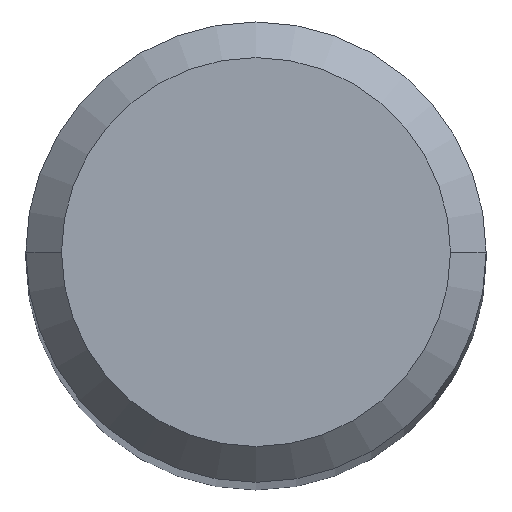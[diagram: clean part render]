
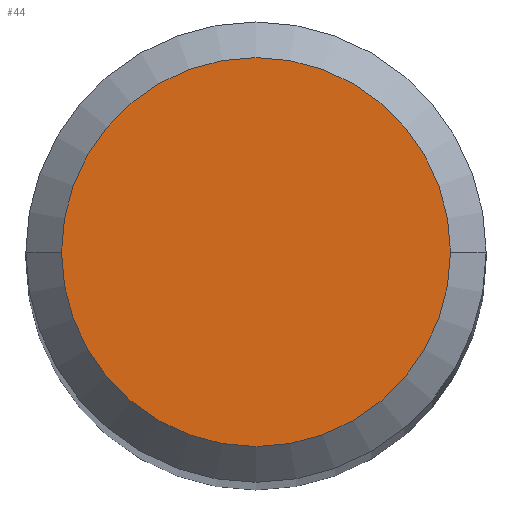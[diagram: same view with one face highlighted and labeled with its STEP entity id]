
A CAD part, top view. The second image highlights one B-rep face of the part: STEP entity #44.
In plain terms, the highlighted planar face has unit normal (0, 0, 1).
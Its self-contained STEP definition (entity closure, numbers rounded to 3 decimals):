
#5 = PLANE ( 'NONE',  #261 ) ;
#7 = EDGE_LOOP ( 'NONE', ( #30, #235 ) ) ;
#8 = CARTESIAN_POINT ( 'NONE',  ( -5.45, 0., 125. ) ) ;
#9 = CARTESIAN_POINT ( 'NONE',  ( 5.45, 0., 125. ) ) ;
#18 = CARTESIAN_POINT ( 'NONE',  ( 0., 0., 125. ) ) ;
#30 = ORIENTED_EDGE ( 'NONE', *, *, #200, .T. ) ;
#44 = ADVANCED_FACE ( 'NONE', ( #199 ), #5, .T. ) ;
#76 = AXIS2_PLACEMENT_3D ( 'NONE', #18, #163, #77 ) ;
#77 = DIRECTION ( 'NONE',  ( 1., 0., 0. ) ) ;
#82 = AXIS2_PLACEMENT_3D ( 'NONE', #229, #243, #125 ) ;
#108 = EDGE_CURVE ( 'NONE', #257, #174, #182, .T. ) ;
#125 = DIRECTION ( 'NONE',  ( 1., 0., 0. ) ) ;
#156 = CARTESIAN_POINT ( 'NONE',  ( 0., 0., 125. ) ) ;
#163 = DIRECTION ( 'NONE',  ( 0., 0., 1. ) ) ;
#174 = VERTEX_POINT ( 'NONE', #8 ) ;
#180 = DIRECTION ( 'NONE',  ( 0., 0., 1. ) ) ;
#182 = CIRCLE ( 'NONE', #82, 5.45 ) ;
#199 = FACE_OUTER_BOUND ( 'NONE', #7, .T. ) ;
#200 = EDGE_CURVE ( 'NONE', #174, #257, #240, .T. ) ;
#229 = CARTESIAN_POINT ( 'NONE',  ( 0., 0., 125. ) ) ;
#235 = ORIENTED_EDGE ( 'NONE', *, *, #108, .T. ) ;
#236 = DIRECTION ( 'NONE',  ( 1., 0., 0. ) ) ;
#240 = CIRCLE ( 'NONE', #76, 5.45 ) ;
#243 = DIRECTION ( 'NONE',  ( 0., 0., 1. ) ) ;
#257 = VERTEX_POINT ( 'NONE', #9 ) ;
#261 = AXIS2_PLACEMENT_3D ( 'NONE', #156, #180, #236 ) ;
